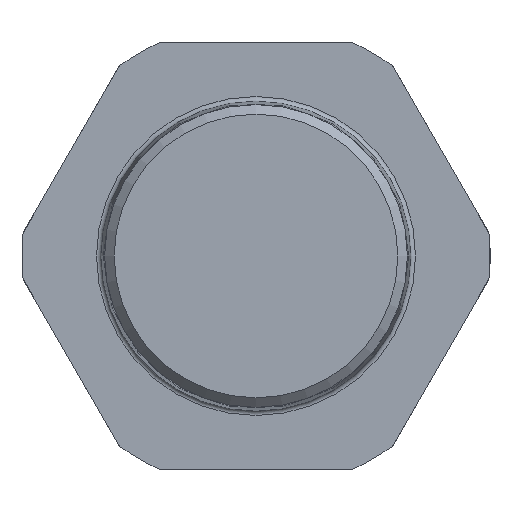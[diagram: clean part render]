
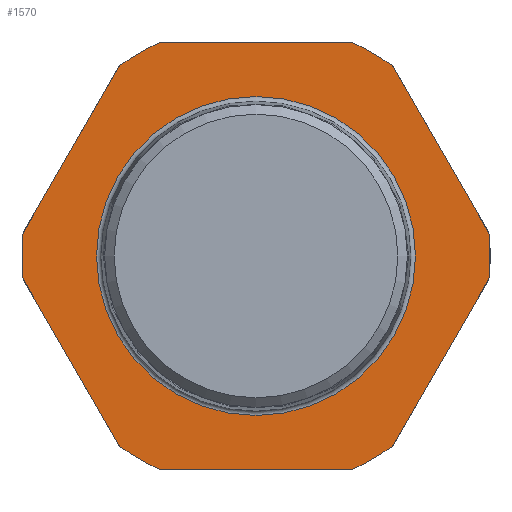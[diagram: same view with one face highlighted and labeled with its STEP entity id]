
A CAD part, left-side view. The second image highlights one B-rep face of the part: STEP entity #1570.
In plain terms, the highlighted planar face has unit normal (-1, 0, 0).
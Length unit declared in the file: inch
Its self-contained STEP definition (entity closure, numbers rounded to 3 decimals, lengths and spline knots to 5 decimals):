
#24=FACE_BOUND('',#408,.T.);
#133=LINE('',#3248,#197);
#136=LINE('',#3278,#200);
#139=LINE('',#3308,#203);
#142=LINE('',#3338,#206);
#145=LINE('',#3358,#209);
#148=LINE('',#3401,#212);
#197=VECTOR('',#2165,0.3937);
#200=VECTOR('',#2170,0.3937);
#203=VECTOR('',#2175,0.3937);
#206=VECTOR('',#2180,0.3937);
#209=VECTOR('',#2185,0.3937);
#212=VECTOR('',#2190,0.3937);
#320=FACE_OUTER_BOUND('',#407,.T.);
#407=EDGE_LOOP('',(#1323,#1324,#1325,#1326,#1327,#1328,#1329,#1330,#1331,
#1332,#1333,#1334));
#408=EDGE_LOOP('',(#1335,#1336));
#511=CIRCLE('',#1767,0.99409);
#513=CIRCLE('',#1770,0.99409);
#514=CIRCLE('',#1772,0.99409);
#517=CIRCLE('',#1776,0.99409);
#518=CIRCLE('',#1778,0.99409);
#522=CIRCLE('',#1784,0.99409);
#523=CIRCLE('',#1785,0.67717);
#524=CIRCLE('',#1786,0.67717);
#660=VERTEX_POINT('',#3245);
#661=VERTEX_POINT('',#3247);
#664=VERTEX_POINT('',#3275);
#665=VERTEX_POINT('',#3277);
#668=VERTEX_POINT('',#3305);
#669=VERTEX_POINT('',#3307);
#672=VERTEX_POINT('',#3335);
#673=VERTEX_POINT('',#3337);
#676=VERTEX_POINT('',#3355);
#677=VERTEX_POINT('',#3357);
#681=VERTEX_POINT('',#3398);
#682=VERTEX_POINT('',#3400);
#683=VERTEX_POINT('',#3423);
#684=VERTEX_POINT('',#3424);
#869=EDGE_CURVE('',#661,#660,#133,.T.);
#873=EDGE_CURVE('',#665,#664,#136,.T.);
#877=EDGE_CURVE('',#669,#668,#139,.T.);
#881=EDGE_CURVE('',#673,#672,#142,.T.);
#885=EDGE_CURVE('',#677,#676,#145,.T.);
#890=EDGE_CURVE('',#682,#681,#148,.T.);
#893=EDGE_CURVE('',#682,#672,#511,.T.);
#895=EDGE_CURVE('',#673,#668,#513,.T.);
#896=EDGE_CURVE('',#665,#676,#514,.T.);
#899=EDGE_CURVE('',#669,#664,#517,.T.);
#900=EDGE_CURVE('',#661,#681,#518,.T.);
#904=EDGE_CURVE('',#677,#660,#522,.T.);
#905=EDGE_CURVE('',#683,#684,#523,.T.);
#906=EDGE_CURVE('',#684,#683,#524,.T.);
#1323=ORIENTED_EDGE('',*,*,#869,.T.);
#1324=ORIENTED_EDGE('',*,*,#904,.F.);
#1325=ORIENTED_EDGE('',*,*,#885,.T.);
#1326=ORIENTED_EDGE('',*,*,#896,.F.);
#1327=ORIENTED_EDGE('',*,*,#873,.T.);
#1328=ORIENTED_EDGE('',*,*,#899,.F.);
#1329=ORIENTED_EDGE('',*,*,#877,.T.);
#1330=ORIENTED_EDGE('',*,*,#895,.F.);
#1331=ORIENTED_EDGE('',*,*,#881,.T.);
#1332=ORIENTED_EDGE('',*,*,#893,.F.);
#1333=ORIENTED_EDGE('',*,*,#890,.T.);
#1334=ORIENTED_EDGE('',*,*,#900,.F.);
#1335=ORIENTED_EDGE('',*,*,#905,.T.);
#1336=ORIENTED_EDGE('',*,*,#906,.T.);
#1406=PLANE('',#1783);
#1570=ADVANCED_FACE('',(#320,#24),#1406,.T.);
#1767=AXIS2_PLACEMENT_3D('',#3405,#2196,#2197);
#1770=AXIS2_PLACEMENT_3D('',#3408,#2202,#2203);
#1772=AXIS2_PLACEMENT_3D('',#3410,#2206,#2207);
#1776=AXIS2_PLACEMENT_3D('',#3414,#2214,#2215);
#1778=AXIS2_PLACEMENT_3D('',#3416,#2218,#2219);
#1783=AXIS2_PLACEMENT_3D('',#3421,#2228,#2229);
#1784=AXIS2_PLACEMENT_3D('',#3422,#2230,#2231);
#1785=AXIS2_PLACEMENT_3D('',#3425,#2232,#2233);
#1786=AXIS2_PLACEMENT_3D('',#3426,#2234,#2235);
#2165=DIRECTION('',(0.,-0.5,-0.866));
#2170=DIRECTION('',(0.,-0.5,0.866));
#2175=DIRECTION('',(0.,0.5,0.866));
#2180=DIRECTION('',(0.,1.,0.));
#2185=DIRECTION('',(0.,-1.,0.));
#2190=DIRECTION('',(0.,0.5,-0.866));
#2196=DIRECTION('center_axis',(1.,0.,0.));
#2197=DIRECTION('ref_axis',(0.,0.,1.));
#2202=DIRECTION('center_axis',(1.,0.,0.));
#2203=DIRECTION('ref_axis',(0.,0.,1.));
#2206=DIRECTION('center_axis',(1.,0.,0.));
#2207=DIRECTION('ref_axis',(0.,0.,1.));
#2214=DIRECTION('center_axis',(1.,0.,0.));
#2215=DIRECTION('ref_axis',(0.,0.,1.));
#2218=DIRECTION('center_axis',(1.,0.,0.));
#2219=DIRECTION('ref_axis',(0.,0.,1.));
#2228=DIRECTION('center_axis',(-1.,0.,0.));
#2229=DIRECTION('ref_axis',(0.,0.,-1.));
#2230=DIRECTION('center_axis',(1.,0.,0.));
#2231=DIRECTION('ref_axis',(0.,0.,1.));
#2232=DIRECTION('center_axis',(1.,0.,0.));
#2233=DIRECTION('ref_axis',(0.,0.,1.));
#2234=DIRECTION('center_axis',(1.,0.,0.));
#2235=DIRECTION('ref_axis',(0.,0.,1.));
#3245=CARTESIAN_POINT('',(0.0876,0.57909,-0.80801));
#3247=CARTESIAN_POINT('',(0.0876,0.9893,-0.0975));
#3248=CARTESIAN_POINT('',(0.0876,0.76249,-0.49036));
#3275=CARTESIAN_POINT('',(0.0876,-0.9893,-0.0975));
#3277=CARTESIAN_POINT('',(0.0876,-0.57909,-0.80801));
#3278=CARTESIAN_POINT('',(0.0876,-0.80591,-0.41515));
#3305=CARTESIAN_POINT('',(0.0876,-0.57909,0.80801));
#3307=CARTESIAN_POINT('',(0.0876,-0.9893,0.0975));
#3308=CARTESIAN_POINT('',(0.0876,-1.01101,0.0599));
#3335=CARTESIAN_POINT('',(0.0876,0.41021,0.90551));
#3337=CARTESIAN_POINT('',(0.0876,-0.41021,0.90551));
#3338=CARTESIAN_POINT('',(0.0876,-0.70215,0.90551));
#3355=CARTESIAN_POINT('',(0.0876,-0.41021,-0.90551));
#3357=CARTESIAN_POINT('',(0.0876,0.41021,-0.90551));
#3358=CARTESIAN_POINT('',(0.0876,-0.29194,-0.90551));
#3398=CARTESIAN_POINT('',(0.0876,0.9893,0.0975));
#3400=CARTESIAN_POINT('',(0.0876,0.57909,0.80801));
#3401=CARTESIAN_POINT('',(0.0876,0.55738,0.84561));
#3405=CARTESIAN_POINT('Origin',(0.0876,0.,
0.));
#3408=CARTESIAN_POINT('Origin',(0.0876,0.,
0.));
#3410=CARTESIAN_POINT('Origin',(0.0876,0.,
0.));
#3414=CARTESIAN_POINT('Origin',(0.0876,0.,
0.));
#3416=CARTESIAN_POINT('Origin',(0.0876,0.,
0.));
#3421=CARTESIAN_POINT('Origin',(0.0876,-0.99409,0.));
#3422=CARTESIAN_POINT('Origin',(0.0876,0.,
0.));
#3423=CARTESIAN_POINT('',(0.0876,-0.67717,0.));
#3424=CARTESIAN_POINT('',(0.0876,0.,-0.67717));
#3425=CARTESIAN_POINT('Origin',(0.0876,0.,
0.));
#3426=CARTESIAN_POINT('Origin',(0.0876,0.,
0.));
